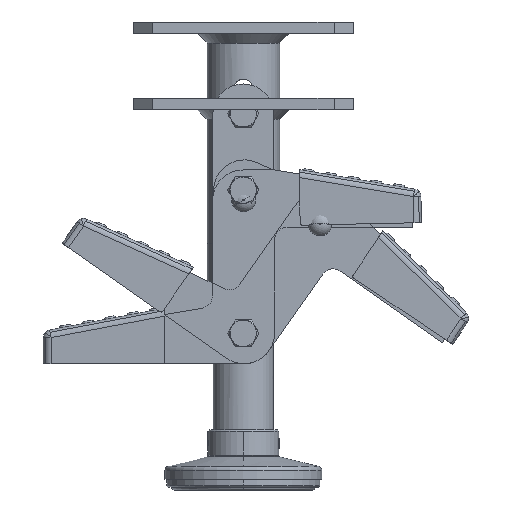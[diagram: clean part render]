
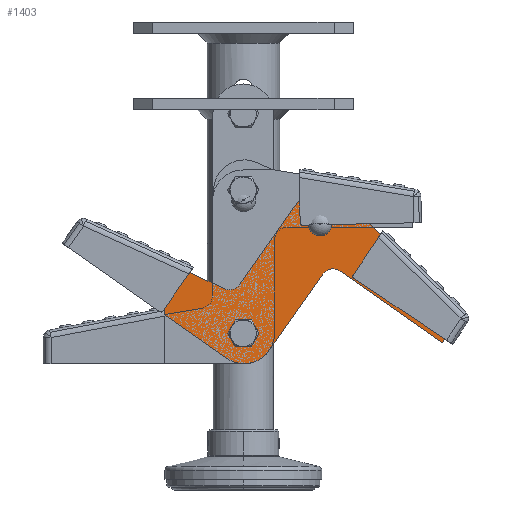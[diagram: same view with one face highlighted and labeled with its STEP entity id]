
A CAD part, front view. The second image highlights one B-rep face of the part: STEP entity #1403.
In plain terms, the highlighted planar face has unit normal (0, -1, 0).
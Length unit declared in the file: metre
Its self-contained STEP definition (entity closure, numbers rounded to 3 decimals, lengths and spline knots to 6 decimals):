
#1403=ADVANCED_FACE('2:2312',(#3171,#3172,#3173),#3174,.F.);
#3171=FACE_BOUND('',#6407,.T.);
#3172=FACE_BOUND('',#6408,.T.);
#3173=FACE_OUTER_BOUND('',#6409,.T.);
#3174=PLANE('',#6410);
#6407=EDGE_LOOP('',(#42855,#42856));
#6408=EDGE_LOOP('',(#42857,#42858));
#6409=EDGE_LOOP('',(#42859,#42860,#42861,#42862,#42863,#42864,#42865,#42866,#42867,#42868,#42869,#42870,#42871));
#6410=AXIS2_PLACEMENT_3D('',#42872,#42873,#42874);
#42855=ORIENTED_EDGE('',*,*,#54084,.F.);
#42856=ORIENTED_EDGE('',*,*,#54087,.F.);
#42857=ORIENTED_EDGE('',*,*,#54088,.F.);
#42858=ORIENTED_EDGE('',*,*,#54080,.F.);
#42859=ORIENTED_EDGE('',*,*,#54089,.F.);
#42860=ORIENTED_EDGE('',*,*,#54090,.F.);
#42861=ORIENTED_EDGE('',*,*,#54091,.F.);
#42862=ORIENTED_EDGE('',*,*,#54092,.F.);
#42863=ORIENTED_EDGE('',*,*,#54093,.T.);
#42864=ORIENTED_EDGE('',*,*,#54094,.T.);
#42865=ORIENTED_EDGE('',*,*,#54095,.F.);
#42866=ORIENTED_EDGE('',*,*,#54096,.T.);
#42867=ORIENTED_EDGE('',*,*,#54097,.T.);
#42868=ORIENTED_EDGE('',*,*,#54098,.F.);
#42869=ORIENTED_EDGE('',*,*,#54099,.T.);
#42870=ORIENTED_EDGE('',*,*,#54100,.F.);
#42871=ORIENTED_EDGE('',*,*,#54101,.F.);
#42872=CARTESIAN_POINT('',(0.0,-0.03,0.0));
#42873=DIRECTION('',(0.0,1.0,0.0));
#42874=DIRECTION('',(0.0,0.0,1.0));
#54080=EDGE_CURVE('2:2435',#58204,#58207,#58208,.F.);
#54084=EDGE_CURVE('2:2441',#58212,#58215,#58216,.T.);
#54087=EDGE_CURVE('2:2441',#58215,#58212,#58220,.T.);
#54088=EDGE_CURVE('2:2435',#58207,#58204,#58221,.F.);
#54089=EDGE_CURVE('2:2429',#58222,#58223,#58224,.T.);
#54090=EDGE_CURVE('2:2321',#58225,#58222,#58226,.T.);
#54091=EDGE_CURVE('2:2333',#58227,#58225,#58228,.T.);
#54092=EDGE_CURVE('2:2342',#58229,#58227,#58230,.T.);
#54093=EDGE_CURVE('2:2351',#58229,#58231,#58232,.T.);
#54094=EDGE_CURVE('2:2360',#58231,#58233,#58234,.T.);
#54095=EDGE_CURVE('2:2369',#58235,#58233,#58236,.T.);
#54096=EDGE_CURVE('2:2378',#58235,#58237,#58238,.T.);
#54097=EDGE_CURVE('2:2387',#58237,#58239,#58240,.T.);
#54098=EDGE_CURVE('2:2396',#58241,#58239,#58242,.T.);
#54099=EDGE_CURVE('2:2405',#58241,#58243,#58244,.T.);
#54100=EDGE_CURVE('2:2414',#58245,#58243,#58246,.T.);
#54101=EDGE_CURVE('2:2423',#58223,#58245,#58247,.T.);
#58204=VERTEX_POINT('',#65623);
#58207=VERTEX_POINT('',#65627);
#58208=CIRCLE('',#65628,0.005);
#58212=VERTEX_POINT('',#65633);
#58215=VERTEX_POINT('',#65637);
#58216=CIRCLE('',#65638,0.004);
#58220=CIRCLE('',#65643,0.004);
#58221=CIRCLE('',#65644,0.005);
#58222=VERTEX_POINT('',#65645);
#58223=VERTEX_POINT('',#65646);
#58224=CIRCLE('',#65647,0.0065);
#58225=VERTEX_POINT('',#65648);
#58226=LINE('',#65649,#65650);
#58227=VERTEX_POINT('',#65651);
#58228=LINE('',#65652,#65653);
#58229=VERTEX_POINT('',#65654);
#58230=LINE('',#65655,#65656);
#58231=VERTEX_POINT('',#65657);
#58232=CIRCLE('',#65658,0.016);
#58233=VERTEX_POINT('',#65659);
#58234=LINE('',#65660,#65661);
#58235=VERTEX_POINT('',#65662);
#58236=CIRCLE('',#65663,0.0065);
#58237=VERTEX_POINT('',#65664);
#58238=LINE('',#65665,#65666);
#58239=VERTEX_POINT('',#65667);
#58240=LINE('',#65668,#65669);
#58241=VERTEX_POINT('',#65670);
#58242=LINE('',#65671,#65672);
#58243=VERTEX_POINT('',#65673);
#58244=LINE('',#65674,#65675);
#58245=VERTEX_POINT('',#65676);
#58246=CIRCLE('',#65677,0.016);
#58247=LINE('',#65678,#65679);
#65623=CARTESIAN_POINT('',(0.005,-0.03,-0.123));
#65627=CARTESIAN_POINT('',(-0.005,-0.03,-0.123));
#65628=AXIS2_PLACEMENT_3D('',#91136,#91137,#91138);
#65633=CARTESIAN_POINT('',(0.036192,-0.03,-0.065689));
#65637=CARTESIAN_POINT('',(0.044192,-0.03,-0.065689));
#65638=AXIS2_PLACEMENT_3D('',#91144,#91145,#91146);
#65643=AXIS2_PLACEMENT_3D('',#91151,#91152,#91153);
#65644=AXIS2_PLACEMENT_3D('',#91154,#91155,#91156);
#65645=CARTESIAN_POINT('',(-0.010089,-0.03,-0.099625));
#65646=CARTESIAN_POINT('',(-0.001961,-0.03,-0.097495));
#65647=AXIS2_PLACEMENT_3D('',#91157,#91158,#91159);
#65648=CARTESIAN_POINT('',(-0.070961,-0.03,-0.070487));
#65649=CARTESIAN_POINT('',(-0.070961,-0.03,-0.070487));
#65650=VECTOR('',#91160,1.0);
#65651=CARTESIAN_POINT('',(-0.081296,-0.03,-0.085224));
#65652=CARTESIAN_POINT('',(-0.081296,-0.03,-0.085224));
#65653=VECTOR('',#91161,1.0);
#65654=CARTESIAN_POINT('',(-0.008839,-0.03,-0.136039));
#65655=CARTESIAN_POINT('',(-0.008839,-0.03,-0.136039));
#65656=VECTOR('',#91162,1.0);
#65657=CARTESIAN_POINT('',(0.013448,-0.03,-0.132126));
#65658=AXIS2_PLACEMENT_3D('',#91163,#91164,#91165);
#65659=CARTESIAN_POINT('',(0.041583,-0.03,-0.092008));
#65660=CARTESIAN_POINT('',(0.013448,-0.03,-0.132126));
#65661=VECTOR('',#91166,1.);
#65662=CARTESIAN_POINT('',(0.050636,-0.03,-0.090418));
#65663=AXIS2_PLACEMENT_3D('',#91167,#91168,#91169);
#65664=CARTESIAN_POINT('',(0.104263,-0.03,-0.128027));
#65665=CARTESIAN_POINT('',(0.050636,-0.03,-0.090418));
#65666=VECTOR('',#91170,1.);
#65667=CARTESIAN_POINT('',(0.114599,-0.03,-0.11329));
#65668=CARTESIAN_POINT('',(0.104263,-0.03,-0.128027));
#65669=VECTOR('',#91171,1.0);
#65670=CARTESIAN_POINT('',(0.06254,-0.03,-0.062124));
#65671=CARTESIAN_POINT('',(0.06254,-0.03,-0.062124));
#65672=VECTOR('',#91172,1.0);
#65673=CARTESIAN_POINT('',(0.049031,-0.03,-0.05265));
#65674=CARTESIAN_POINT('',(0.06254,-0.03,-0.062124));
#65675=VECTOR('',#91173,1.0);
#65676=CARTESIAN_POINT('',(0.026744,-0.03,-0.056563));
#65677=AXIS2_PLACEMENT_3D('',#91174,#91175,#91176);
#65678=CARTESIAN_POINT('',(-0.001961,-0.03,-0.097495));
#65679=VECTOR('',#91177,1.0);
#91136=CARTESIAN_POINT('',(0.,-0.03,-0.123));
#91137=DIRECTION('',(-0.0,1.0,0.0));
#91138=DIRECTION('',(1.0,0.0,0.0));
#91144=CARTESIAN_POINT('',(0.040192,-0.03,-0.065689));
#91145=DIRECTION('',(-0.0,-1.0,-0.0));
#91146=DIRECTION('',(-1.0,0.0,0.0));
#91151=CARTESIAN_POINT('',(0.040192,-0.03,-0.065689));
#91152=DIRECTION('',(-0.0,-1.0,-0.0));
#91153=DIRECTION('',(-1.0,0.0,0.0));
#91154=CARTESIAN_POINT('',(0.,-0.03,-0.123));
#91155=DIRECTION('',(-0.0,1.0,0.0));
#91156=DIRECTION('',(1.0,0.0,0.0));
#91157=CARTESIAN_POINT('',(-0.007283,-0.03,-0.093762));
#91158=DIRECTION('',(0.0,-1.0,-0.0));
#91159=DIRECTION('',(-0.432,0.0,-0.902));
#91160=DIRECTION('',(0.902,0.0,-0.432));
#91161=DIRECTION('',(0.574,0.0,0.819));
#91162=DIRECTION('',(-0.819,0.0,0.574));
#91163=CARTESIAN_POINT('',(0.000348,-0.03,-0.122939));
#91164=DIRECTION('',(0.0,-1.0,-0.0));
#91165=DIRECTION('',(-0.574,0.0,-0.819));
#91166=DIRECTION('',(0.574,0.0,0.819));
#91167=CARTESIAN_POINT('',(0.046904,-0.03,-0.09574));
#91168=DIRECTION('',(0.0,-1.0,0.0));
#91169=DIRECTION('',(0.574,0.0,0.819));
#91170=DIRECTION('',(0.819,0.0,-0.574));
#91171=DIRECTION('',(0.574,0.0,0.819));
#91172=DIRECTION('',(0.713,0.0,-0.701));
#91173=DIRECTION('',(-0.819,0.0,0.574));
#91174=CARTESIAN_POINT('',(0.039844,-0.03,-0.06575));
#91175=DIRECTION('',(0.0,1.0,0.0));
#91176=DIRECTION('',(-0.819,0.0,0.574));
#91177=DIRECTION('',(0.574,0.0,0.819));
